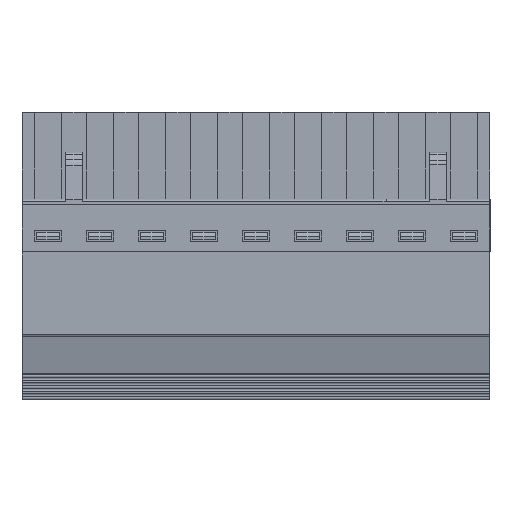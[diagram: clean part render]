
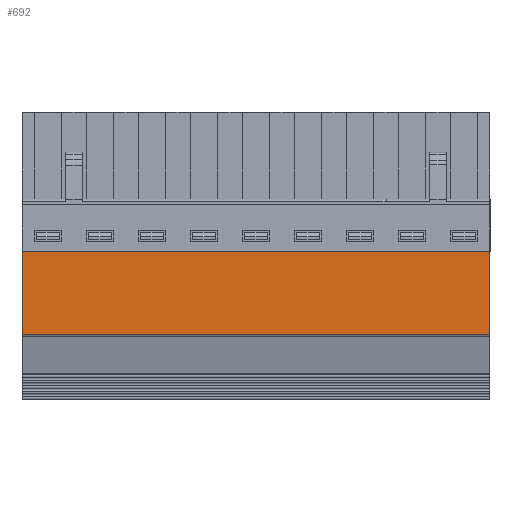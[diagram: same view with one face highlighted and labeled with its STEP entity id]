
A CAD part, front view. The second image highlights one B-rep face of the part: STEP entity #692.
In plain terms, the highlighted planar face has unit normal (0, -1, 0).
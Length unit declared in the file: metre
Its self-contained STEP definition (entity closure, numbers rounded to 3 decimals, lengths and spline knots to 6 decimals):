
#692=ADVANCED_FACE('',(#1925),#1926,.T.);
#1925=FACE_OUTER_BOUND('',#3821,.T.);
#1926=PLANE('',#3822);
#3821=EDGE_LOOP('',(#5916,#5917,#5918,#5919,#5920,#5921,#5922,#5923,#5924,#5925));
#3822=AXIS2_PLACEMENT_3D('',#5926,#5927,#5928);
#5916=ORIENTED_EDGE('',*,*,#10782,.T.);
#5917=ORIENTED_EDGE('',*,*,#10806,.T.);
#5918=ORIENTED_EDGE('',*,*,#10807,.F.);
#5919=ORIENTED_EDGE('',*,*,#10808,.T.);
#5920=ORIENTED_EDGE('',*,*,#10809,.T.);
#5921=ORIENTED_EDGE('',*,*,#10810,.T.);
#5922=ORIENTED_EDGE('',*,*,#10811,.F.);
#5923=ORIENTED_EDGE('',*,*,#10691,.F.);
#5924=ORIENTED_EDGE('',*,*,#10686,.T.);
#5925=ORIENTED_EDGE('',*,*,#10812,.T.);
#5926=CARTESIAN_POINT('',(0.00805,-0.035437,-0.075199));
#5927=DIRECTION('',(0.,-1.0,0.));
#5928=DIRECTION('',(0.,0.,1.0));
#10686=EDGE_CURVE('',#12677,#12675,#12678,.T.);
#10691=EDGE_CURVE('',#12677,#12684,#12685,.T.);
#10782=EDGE_CURVE('',#12825,#12823,#12826,.T.);
#10806=EDGE_CURVE('',#12823,#12862,#12863,.T.);
#10807=EDGE_CURVE('',#12864,#12862,#12865,.T.);
#10808=EDGE_CURVE('',#12864,#12866,#12867,.T.);
#10809=EDGE_CURVE('',#12866,#12868,#12869,.T.);
#10810=EDGE_CURVE('',#12868,#12870,#12871,.T.);
#10811=EDGE_CURVE('',#12684,#12870,#12872,.T.);
#10812=EDGE_CURVE('',#12675,#12825,#12873,.T.);
#12675=VERTEX_POINT('',#15592);
#12677=VERTEX_POINT('',#15595);
#12678=LINE('',#15596,#15597);
#12684=VERTEX_POINT('',#15606);
#12685=LINE('',#15607,#15608);
#12823=VERTEX_POINT('',#15793);
#12825=VERTEX_POINT('',#15796);
#12826=LINE('',#15797,#15798);
#12862=VERTEX_POINT('',#15835);
#12863=LINE('',#15836,#15837);
#12864=VERTEX_POINT('',#15838);
#12865=LINE('',#15839,#15840);
#12866=VERTEX_POINT('',#15841);
#12867=LINE('',#15842,#15843);
#12868=VERTEX_POINT('',#15844);
#12869=LINE('',#15845,#15846);
#12870=VERTEX_POINT('',#15847);
#12871=LINE('',#15848,#15849);
#12872=LINE('',#15850,#15851);
#12873=LINE('',#15852,#15853);
#15592=CARTESIAN_POINT('',(0.00805,-0.035437,-0.064424));
#15595=CARTESIAN_POINT('',(0.008054,-0.035437,-0.064424));
#15596=CARTESIAN_POINT('',(0.00805,-0.035437,-0.064424));
#15597=VECTOR('',#19725,1.0);
#15606=CARTESIAN_POINT('',(0.008054,-0.035437,-0.067526));
#15607=CARTESIAN_POINT('',(0.008054,-0.035437,-0.075199));
#15608=VECTOR('',#19729,1.0);
#15793=CARTESIAN_POINT('',(0.053052,-0.035437,-0.076626));
#15796=CARTESIAN_POINT('',(0.00805,-0.035437,-0.076626));
#15797=CARTESIAN_POINT('',(0.072814,-0.035437,-0.076626));
#15798=VECTOR('',#19838,1.0);
#15835=CARTESIAN_POINT('',(0.053052,-0.035437,-0.067526));
#15836=CARTESIAN_POINT('',(0.053052,-0.035437,-0.075199));
#15837=VECTOR('',#19876,1.0);
#15838=CARTESIAN_POINT('',(0.051947,-0.035437,-0.067526));
#15839=CARTESIAN_POINT('',(-0.02695,-0.035437,-0.067526));
#15840=VECTOR('',#19877,1.0);
#15841=CARTESIAN_POINT('',(0.051947,-0.035437,-0.068613));
#15842=CARTESIAN_POINT('',(0.051947,-0.035437,-0.075199));
#15843=VECTOR('',#19878,1.0);
#15844=CARTESIAN_POINT('',(0.009153,-0.035437,-0.068613));
#15845=CARTESIAN_POINT('',(0.00805,-0.035437,-0.068613));
#15846=VECTOR('',#19879,1.0);
#15847=CARTESIAN_POINT('',(0.009153,-0.035437,-0.067526));
#15848=CARTESIAN_POINT('',(0.009153,-0.035437,-0.075199));
#15849=VECTOR('',#19880,1.0);
#15850=CARTESIAN_POINT('',(0.00805,-0.035437,-0.067526));
#15851=VECTOR('',#19881,1.0);
#15852=CARTESIAN_POINT('',(0.00805,-0.035437,-0.075199));
#15853=VECTOR('',#19882,1.0);
#19725=DIRECTION('',(-1.0,0.,0.));
#19729=DIRECTION('',(0.,0.,-1.0));
#19838=DIRECTION('',(1.0,0.,0.));
#19876=DIRECTION('',(0.,0.,1.0));
#19877=DIRECTION('',(1.0,0.,0.));
#19878=DIRECTION('',(0.,0.,-1.0));
#19879=DIRECTION('',(-1.0,0.,0.));
#19880=DIRECTION('',(0.,0.,1.0));
#19881=DIRECTION('',(1.0,0.,0.));
#19882=DIRECTION('',(0.,0.,-1.0));
